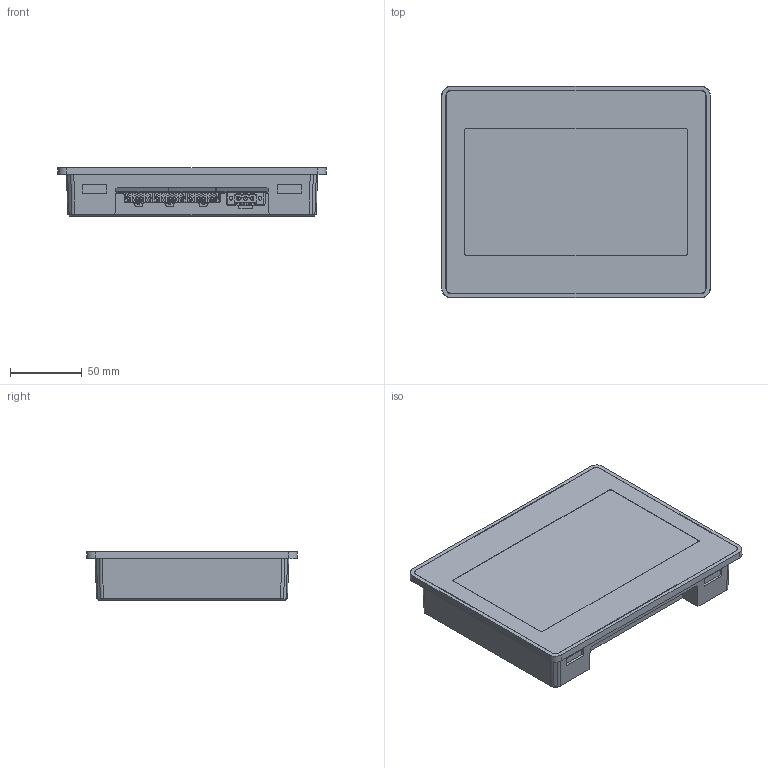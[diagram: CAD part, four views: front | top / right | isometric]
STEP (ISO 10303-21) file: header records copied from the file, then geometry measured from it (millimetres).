
FILE_DESCRIPTION (( 'STEP AP203' ), '1' );
FILE_NAME ('eSMART107.STEP', '2020-04-29T12:27:47', ( '' ), ( '' ), 'SwSTEP 2.0', 'SolidWorks 2020', '' );
FILE_SCHEMA (( 'CONFIG_CONTROL_DESIGN' ));
Length unit declared in the file: millimetre
Products named in the file (1): eSMART107
Bounding box: 187 x 147 x 33.96 mm (x, y, z)
Volume: 734550.8 mm3; surface area: 99936.7 mm2
Topology: 1 solids, 68 shells, 3617 faces, 9716 edges, 6427 vertices
Faces by surface type: plane 2574, bspline 553, cylinder 387, cone 91, sphere 12
Entity records: 118750 total; most frequent: CARTESIAN_POINT 33311, ORIENTED_EDGE 19432, DIRECTION 14326, EDGE_CURVE 9716, LINE 7220, VECTOR 7220, VERTEX_POINT 6427, EDGE_LOOP 3877
